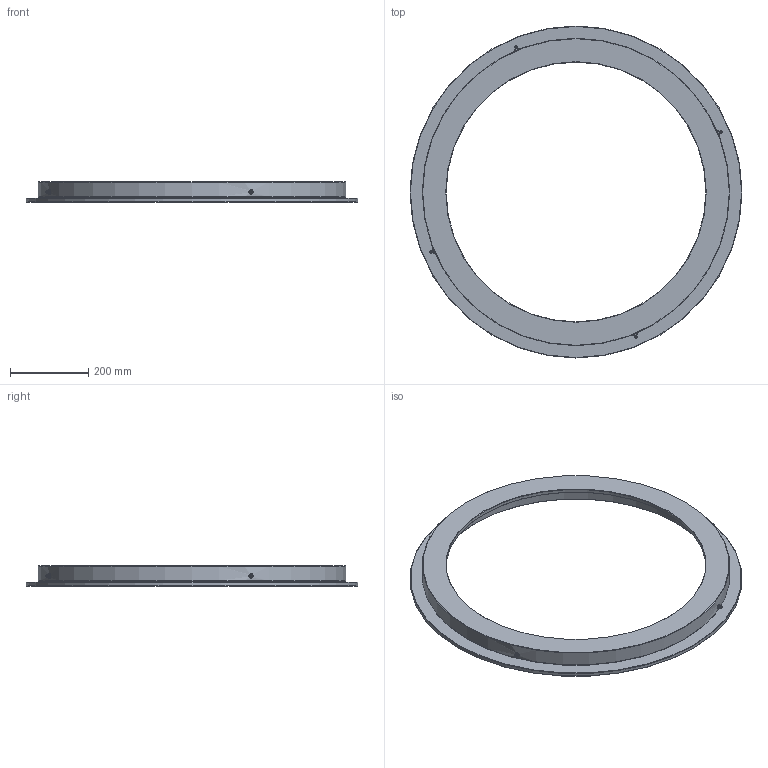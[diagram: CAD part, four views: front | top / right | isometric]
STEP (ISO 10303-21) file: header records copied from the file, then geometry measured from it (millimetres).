
FILE_DESCRIPTION (( 'STEP AP214' ), '1' );
FILE_NAME ('Z.850.16.STEP', '2020-05-13T11:16:34', ( '' ), ( '' ), 'SwSTEP 2.0', 'SolidWorks 2016', '' );
FILE_SCHEMA (( 'AUTOMOTIVE_DESIGN' ));
Length unit declared in the file: millimetre
Products named in the file (5): Z.850.16 - IR; Ball D16; Z.850.16; Z.850.16 - OR; Grease nipple M10x1mm
Assembly tree (156 placements, depth 2):
  Z.850.16
    Z.850.16 - IR
    Z.850.16 - OR
    Ball D16  x150
    Grease nipple M10x1mm  x4
Bounding box: 850 x 850 x 52 mm (x, y, z)
Volume: 4978680.6 mm3; surface area: 1112294.6 mm2
Topology: 156 solids, 156 shells, 307 faces, 799 edges, 510 vertices
Faces by surface type: sphere 150, cone 68, plane 46, torus 23, cylinder 20
Full cylindrical faces by diameter (mm): 3 x4, 9 x4, 10 x4, 665 x1, 723 x1, 753.5 x2, 756.5 x2, 787 x1, 850 x1
Entity records: 3906 total; most frequent: CARTESIAN_POINT 1098, DIRECTION 614, AXIS2_PLACEMENT_3D 304, ORIENTED_EDGE 268, PRODUCT_DEFINITION_SHAPE 161, ITEM_DEFINED_TRANSFORMATION 156, CONTEXT_DEPENDENT_SHAPE_REPRESENTATION 156, NEXT_ASSEMBLY_USAGE_OCCURRENCE 156
